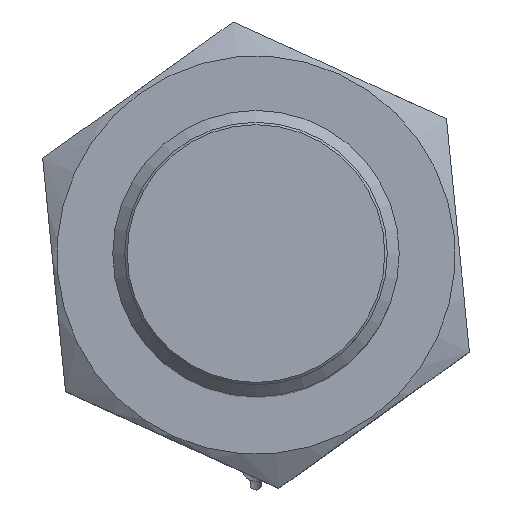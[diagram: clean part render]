
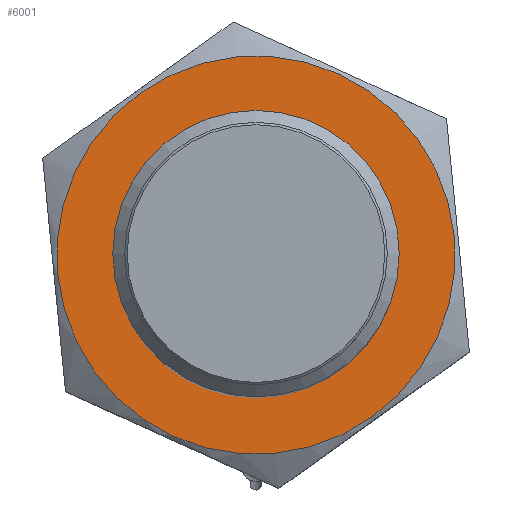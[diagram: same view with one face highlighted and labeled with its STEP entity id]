
A CAD part, top view. The second image highlights one B-rep face of the part: STEP entity #6001.
In plain terms, the highlighted face is planar.
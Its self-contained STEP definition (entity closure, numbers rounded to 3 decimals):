
#332=FACE_BOUND('',#1911,.T.);
#1267=PLANE('',#7062);
#1582=FACE_OUTER_BOUND('',#1910,.T.);
#1910=EDGE_LOOP('',(#5593,#5594));
#1911=EDGE_LOOP('',(#5595));
#2240=CIRCLE('',#7050,8.343);
#2241=CIRCLE('',#7051,8.343);
#2243=CIRCLE('',#7057,5.959);
#2858=VERTEX_POINT('',#11122);
#2859=VERTEX_POINT('',#11124);
#2861=VERTEX_POINT('',#11135);
#3770=EDGE_CURVE('',#2859,#2858,#2240,.T.);
#3771=EDGE_CURVE('',#2858,#2859,#2241,.T.);
#3775=EDGE_CURVE('',#2861,#2861,#2243,.T.);
#5593=ORIENTED_EDGE('',*,*,#3770,.T.);
#5594=ORIENTED_EDGE('',*,*,#3771,.T.);
#5595=ORIENTED_EDGE('',*,*,#3775,.F.);
#6001=ADVANCED_FACE('',(#1582,#332),#1267,.T.);
#7050=AXIS2_PLACEMENT_3D('',#11125,#9163,#9164);
#7051=AXIS2_PLACEMENT_3D('',#11126,#9165,#9166);
#7057=AXIS2_PLACEMENT_3D('',#11136,#9179,#9180);
#7062=AXIS2_PLACEMENT_3D('',#11146,#9191,#9192);
#9163=DIRECTION('center_axis',(0.,0.,-1.));
#9164=DIRECTION('ref_axis',(0.,1.,0.));
#9165=DIRECTION('center_axis',(0.,0.,-1.));
#9166=DIRECTION('ref_axis',(0.,1.,0.));
#9179=DIRECTION('center_axis',(0.,0.,-1.));
#9180=DIRECTION('ref_axis',(1.,0.,0.));
#9191=DIRECTION('center_axis',(0.,0.,-1.));
#9192=DIRECTION('ref_axis',(-1.,0.,0.));
#11122=CARTESIAN_POINT('',(0.,-8.343,-1.75));
#11124=CARTESIAN_POINT('',(0.,8.343,-1.75));
#11125=CARTESIAN_POINT('Origin',(0.,0.,-1.75));
#11126=CARTESIAN_POINT('Origin',(0.,0.,-1.75));
#11135=CARTESIAN_POINT('',(-5.959,0.,-1.75));
#11136=CARTESIAN_POINT('Origin',(0.,0.,-1.75));
#11146=CARTESIAN_POINT('Origin',(0.,0.,-1.75));
